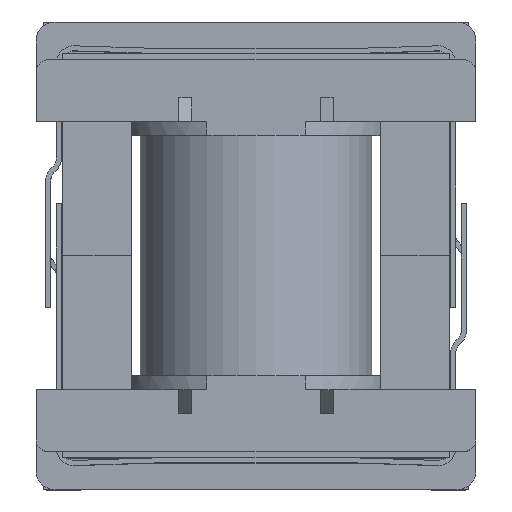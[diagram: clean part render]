
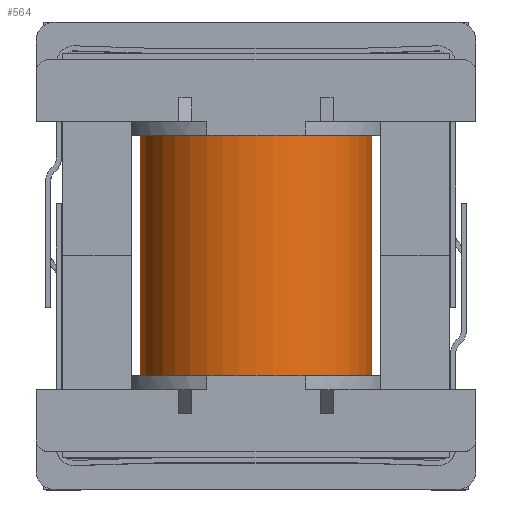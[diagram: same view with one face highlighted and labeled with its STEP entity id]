
A CAD part, top view. The second image highlights one B-rep face of the part: STEP entity #564.
In plain terms, the highlighted cylindrical face has radius 9.153 mm (diameter 18.305 mm), a full revolution.
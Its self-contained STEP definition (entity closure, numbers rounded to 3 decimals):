
#564 = ADVANCED_FACE( '', ( #1353, #1354 ), #1355, .T. );
#1353 = FACE_OUTER_BOUND( '', #2625, .T. );
#1354 = FACE_OUTER_BOUND( '', #2626, .T. );
#1355 = CYLINDRICAL_SURFACE( '', #2627, 9.153 );
#2625 = EDGE_LOOP( '', ( #4880, #4881, #4882, #4883, #4884, #4885 ) );
#2626 = EDGE_LOOP( '', ( #4886, #4887, #4888, #4889, #4890, #4891 ) );
#2627 = AXIS2_PLACEMENT_3D( '', #4892, #4893, #4894 );
#4880 = ORIENTED_EDGE( '', *, *, #7290, .T. );
#4881 = ORIENTED_EDGE( '', *, *, #7484, .T. );
#4882 = ORIENTED_EDGE( '', *, *, #7485, .T. );
#4883 = ORIENTED_EDGE( '', *, *, #7486, .T. );
#4884 = ORIENTED_EDGE( '', *, *, #7487, .T. );
#4885 = ORIENTED_EDGE( '', *, *, #7488, .T. );
#4886 = ORIENTED_EDGE( '', *, *, #7073, .F. );
#4887 = ORIENTED_EDGE( '', *, *, #7489, .F. );
#4888 = ORIENTED_EDGE( '', *, *, #7490, .F. );
#4889 = ORIENTED_EDGE( '', *, *, #7411, .F. );
#4890 = ORIENTED_EDGE( '', *, *, #7463, .F. );
#4891 = ORIENTED_EDGE( '', *, *, #7265, .F. );
#4892 = CARTESIAN_POINT( '', ( 0., -9.5, 0. ) );
#4893 = DIRECTION( '', ( 0., -1., 0. ) );
#4894 = DIRECTION( '', ( 0., 0., 1. ) );
#7073 = EDGE_CURVE( '', #8582, #8578, #8584, .T. );
#7265 = EDGE_CURVE( '', #8578, #8923, #8924, .T. );
#7290 = EDGE_CURVE( '', #8961, #8959, #8962, .T. );
#7411 = EDGE_CURVE( '', #9151, #9153, #9154, .T. );
#7463 = EDGE_CURVE( '', #8923, #9151, #9230, .T. );
#7484 = EDGE_CURVE( '', #8959, #9261, #9262, .T. );
#7485 = EDGE_CURVE( '', #9261, #9263, #9264, .T. );
#7486 = EDGE_CURVE( '', #9263, #9265, #9266, .T. );
#7487 = EDGE_CURVE( '', #9265, #9267, #9268, .T. );
#7488 = EDGE_CURVE( '', #9267, #8961, #9269, .T. );
#7489 = EDGE_CURVE( '', #9218, #8582, #9270, .T. );
#7490 = EDGE_CURVE( '', #9153, #9218, #9271, .T. );
#8578 = VERTEX_POINT( '', #10762 );
#8582 = VERTEX_POINT( '', #10768 );
#8584 = CIRCLE( '', #10771, 9.153 );
#8923 = VERTEX_POINT( '', #11303 );
#8924 = CIRCLE( '', #11304, 9.153 );
#8959 = VERTEX_POINT( '', #11363 );
#8961 = VERTEX_POINT( '', #11366 );
#8962 = CIRCLE( '', #11367, 9.153 );
#9151 = VERTEX_POINT( '', #11649 );
#9153 = VERTEX_POINT( '', #11652 );
#9154 = CIRCLE( '', #11653, 9.153 );
#9218 = VERTEX_POINT( '', #11749 );
#9230 = CIRCLE( '', #11767, 9.153 );
#9261 = VERTEX_POINT( '', #11813 );
#9262 = CIRCLE( '', #11814, 9.153 );
#9263 = VERTEX_POINT( '', #11815 );
#9264 = CIRCLE( '', #11816, 9.153 );
#9265 = VERTEX_POINT( '', #11817 );
#9266 = CIRCLE( '', #11818, 9.153 );
#9267 = VERTEX_POINT( '', #11819 );
#9268 = CIRCLE( '', #11820, 9.153 );
#9269 = CIRCLE( '', #11821, 9.153 );
#9270 = CIRCLE( '', #11822, 9.153 );
#9271 = CIRCLE( '', #11823, 9.153 );
#10762 = CARTESIAN_POINT( '', ( -3.393, 9.5, -8.5 ) );
#10768 = CARTESIAN_POINT( '', ( -1.67, 9.5, -8.999 ) );
#10771 = AXIS2_PLACEMENT_3D( '', #13632, #13633, #13634 );
#11303 = CARTESIAN_POINT( '', ( -3.9, 9.5, 8.28 ) );
#11304 = AXIS2_PLACEMENT_3D( '', #13813, #13814, #13815 );
#11363 = CARTESIAN_POINT( '', ( -1.67, -9.5, -8.999 ) );
#11366 = CARTESIAN_POINT( '', ( 1.67, -9.5, -8.999 ) );
#11367 = AXIS2_PLACEMENT_3D( '', #13835, #13836, #13837 );
#11649 = CARTESIAN_POINT( '', ( 3.9, 9.5, 8.28 ) );
#11652 = CARTESIAN_POINT( '', ( 3.393, 9.5, -8.5 ) );
#11653 = AXIS2_PLACEMENT_3D( '', #13953, #13954, #13955 );
#11749 = CARTESIAN_POINT( '', ( 1.67, 9.5, -8.999 ) );
#11767 = AXIS2_PLACEMENT_3D( '', #13997, #13998, #13999 );
#11813 = CARTESIAN_POINT( '', ( -3.393, -9.5, -8.5 ) );
#11814 = AXIS2_PLACEMENT_3D( '', #14018, #14019, #14020 );
#11815 = CARTESIAN_POINT( '', ( -3.9, -9.5, 8.28 ) );
#11816 = AXIS2_PLACEMENT_3D( '', #14021, #14022, #14023 );
#11817 = CARTESIAN_POINT( '', ( 3.9, -9.5, 8.28 ) );
#11818 = AXIS2_PLACEMENT_3D( '', #14024, #14025, #14026 );
#11819 = CARTESIAN_POINT( '', ( 3.393, -9.5, -8.5 ) );
#11820 = AXIS2_PLACEMENT_3D( '', #14027, #14028, #14029 );
#11821 = AXIS2_PLACEMENT_3D( '', #14030, #14031, #14032 );
#11822 = AXIS2_PLACEMENT_3D( '', #14033, #14034, #14035 );
#11823 = AXIS2_PLACEMENT_3D( '', #14036, #14037, #14038 );
#13632 = CARTESIAN_POINT( '', ( 0., 9.5, 0. ) );
#13633 = DIRECTION( '', ( 0., 1., 0. ) );
#13634 = DIRECTION( '', ( 1., 0., 0. ) );
#13813 = CARTESIAN_POINT( '', ( 0., 9.5, 0. ) );
#13814 = DIRECTION( '', ( 0., 1., 0. ) );
#13815 = DIRECTION( '', ( 1., 0., 0. ) );
#13835 = CARTESIAN_POINT( '', ( 0., -9.5, 0. ) );
#13836 = DIRECTION( '', ( 0., 1., 0. ) );
#13837 = DIRECTION( '', ( 1., 0., 0. ) );
#13953 = CARTESIAN_POINT( '', ( 0., 9.5, 0. ) );
#13954 = DIRECTION( '', ( 0., 1., 0. ) );
#13955 = DIRECTION( '', ( 1., 0., 0. ) );
#13997 = CARTESIAN_POINT( '', ( 0., 9.5, 0. ) );
#13998 = DIRECTION( '', ( 0., 1., 0. ) );
#13999 = DIRECTION( '', ( 1., 0., 0. ) );
#14018 = CARTESIAN_POINT( '', ( 0., -9.5, 0. ) );
#14019 = DIRECTION( '', ( 0., 1., 0. ) );
#14020 = DIRECTION( '', ( 1., 0., 0. ) );
#14021 = CARTESIAN_POINT( '', ( 0., -9.5, 0. ) );
#14022 = DIRECTION( '', ( 0., 1., 0. ) );
#14023 = DIRECTION( '', ( 1., 0., 0. ) );
#14024 = CARTESIAN_POINT( '', ( 0., -9.5, 0. ) );
#14025 = DIRECTION( '', ( 0., 1., 0. ) );
#14026 = DIRECTION( '', ( 1., 0., 0. ) );
#14027 = CARTESIAN_POINT( '', ( 0., -9.5, 0. ) );
#14028 = DIRECTION( '', ( 0., 1., 0. ) );
#14029 = DIRECTION( '', ( 1., 0., 0. ) );
#14030 = CARTESIAN_POINT( '', ( 0., -9.5, 0. ) );
#14031 = DIRECTION( '', ( 0., 1., 0. ) );
#14032 = DIRECTION( '', ( 1., 0., 0. ) );
#14033 = CARTESIAN_POINT( '', ( 0., 9.5, 0. ) );
#14034 = DIRECTION( '', ( 0., 1., 0. ) );
#14035 = DIRECTION( '', ( 1., 0., 0. ) );
#14036 = CARTESIAN_POINT( '', ( 0., 9.5, 0. ) );
#14037 = DIRECTION( '', ( 0., 1., 0. ) );
#14038 = DIRECTION( '', ( 1., 0., 0. ) );
